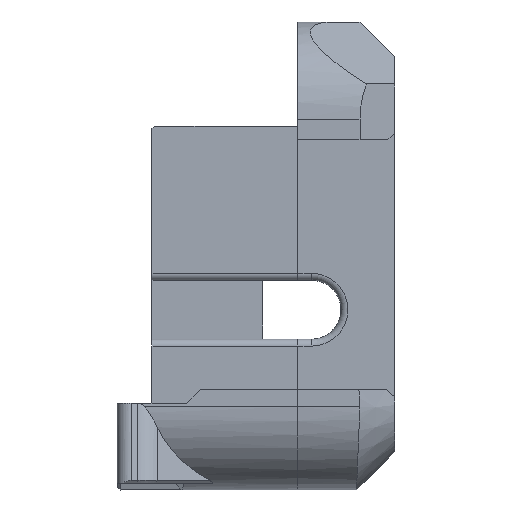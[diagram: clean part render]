
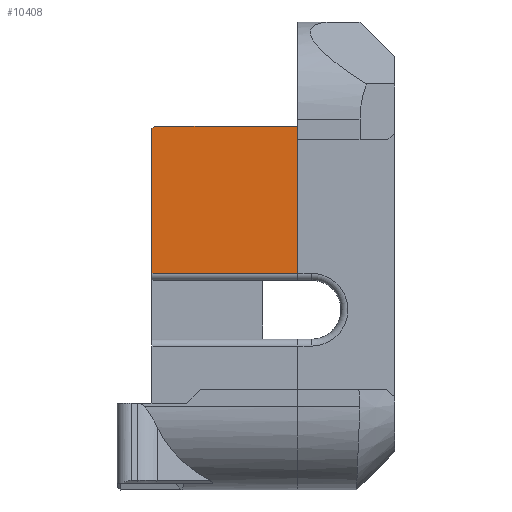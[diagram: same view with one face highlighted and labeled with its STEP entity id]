
A CAD part, left-side view. The second image highlights one B-rep face of the part: STEP entity #10408.
In plain terms, the highlighted planar face has unit normal (-1, 0, 0).
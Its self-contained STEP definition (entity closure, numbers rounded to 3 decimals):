
#1128=FACE_OUTER_BOUND('',#1727,.T.);
#1727=EDGE_LOOP('',(#8818,#8819,#8820,#8821,#8822));
#2657=LINE('',#17174,#3740);
#2718=LINE('',#17335,#3801);
#2721=LINE('',#17343,#3804);
#2722=LINE('',#17345,#3805);
#2723=LINE('',#17346,#3806);
#3740=VECTOR('',#13343,10.);
#3801=VECTOR('',#13458,10.);
#3804=VECTOR('',#13465,10.);
#3805=VECTOR('',#13466,10.);
#3806=VECTOR('',#13467,10.);
#4782=VERTEX_POINT('',#17171);
#4783=VERTEX_POINT('',#17173);
#4842=VERTEX_POINT('',#17334);
#4845=VERTEX_POINT('',#17342);
#4846=VERTEX_POINT('',#17344);
#6125=EDGE_CURVE('',#4783,#4782,#2657,.T.);
#6201=EDGE_CURVE('',#4783,#4842,#2718,.T.);
#6205=EDGE_CURVE('',#4845,#4782,#2721,.T.);
#6206=EDGE_CURVE('',#4846,#4845,#2722,.T.);
#6207=EDGE_CURVE('',#4842,#4846,#2723,.T.);
#8818=ORIENTED_EDGE('',*,*,#6125,.T.);
#8819=ORIENTED_EDGE('',*,*,#6205,.F.);
#8820=ORIENTED_EDGE('',*,*,#6206,.F.);
#8821=ORIENTED_EDGE('',*,*,#6207,.F.);
#8822=ORIENTED_EDGE('',*,*,#6201,.F.);
#9909=PLANE('',#11195);
#10408=ADVANCED_FACE('',(#1128),#9909,.T.);
#11195=AXIS2_PLACEMENT_3D('',#17341,#13463,#13464);
#13343=DIRECTION('',(0.,0.,1.));
#13458=DIRECTION('',(0.,1.,0.));
#13463=DIRECTION('center_axis',(-1.,0.,0.));
#13464=DIRECTION('ref_axis',(0.,0.,
-1.));
#13465=DIRECTION('',(0.,-1.,0.));
#13466=DIRECTION('',(0.,-0.707,0.707));
#13467=DIRECTION('',(0.,0.,1.));
#17171=CARTESIAN_POINT('',(131.417,-141.93,89.5));
#17173=CARTESIAN_POINT('',(131.417,-141.93,68.25));
#17174=CARTESIAN_POINT('',(131.417,-141.93,80.125));
#17334=CARTESIAN_POINT('',(131.417,-120.93,68.25));
#17335=CARTESIAN_POINT('',(131.417,-137.93,68.25));
#17341=CARTESIAN_POINT('Origin',(131.417,-154.93,89.5));
#17342=CARTESIAN_POINT('',(131.417,-121.33,89.5));
#17343=CARTESIAN_POINT('',(131.417,-154.93,89.5));
#17344=CARTESIAN_POINT('',(131.417,-120.93,89.1));
#17345=CARTESIAN_POINT('',(131.417,-129.63,97.8));
#17346=CARTESIAN_POINT('',(131.417,-120.93,49.5));
